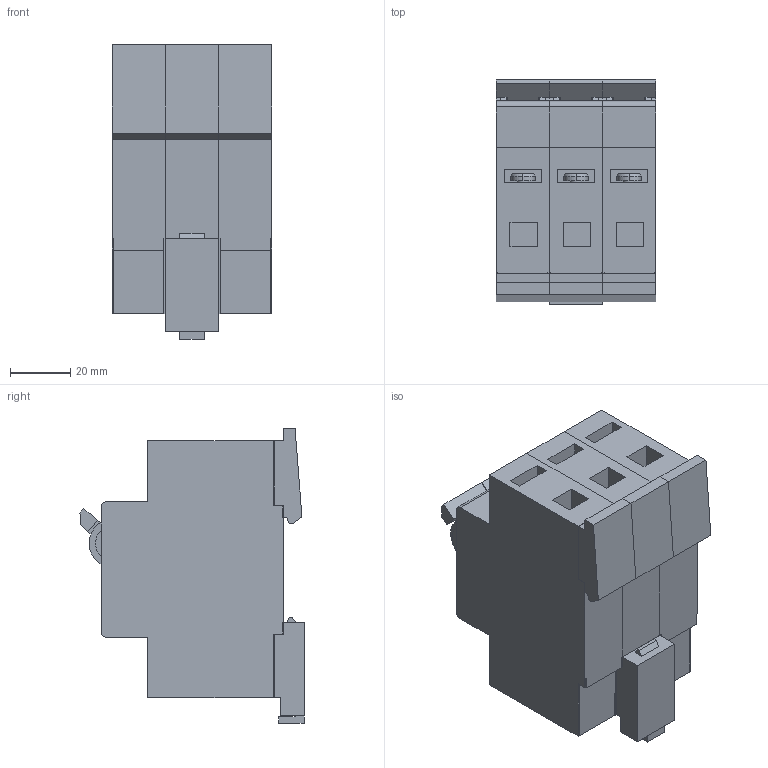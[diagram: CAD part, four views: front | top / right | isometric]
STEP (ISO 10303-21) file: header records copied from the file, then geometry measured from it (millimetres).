
FILE_DESCRIPTION (( 'STEP AP214' ), '1' );
FILE_NAME ('ALTECH R Series (3 Pole).STEP', '2010-03-24T10:21:09', ( 'Ayaz' ), ( '' ), 'SwSTEP 2.0', 'SolidWorks 2009', '' );
FILE_SCHEMA (( 'AUTOMOTIVE_DESIGN' ));
Length unit declared in the file: millimetre
Products named in the file (4): ALTEC 489_Altech UL; ALTEC 489_UL + Clamp; ALTECH R Series (3 Pole); ALTEC 489_Printed UL
Assembly tree (3 placements, depth 2):
  ALTECH R Series (3 Pole)
    ALTEC 489_Printed UL
    ALTEC 489_UL + Clamp
    ALTEC 489_Altech UL
Bounding box: 53.07 x 74.54 x 98.1 mm (x, y, z)
Volume: 242421.3 mm3; surface area: 56723.1 mm2
Topology: 6 solids, 6 shells, 656 faces, 1839 edges, 1196 vertices
Faces by surface type: plane 495, cylinder 79, bspline 70, torus 12
Entity records: 32012 total; most frequent: CARTESIAN_POINT 8679, ORIENTED_EDGE 3678, DIRECTION 3113, EDGE_CURVE 1839, LINE 1469, VECTOR 1469, VERTEX_POINT 1196, AXIS2_PLACEMENT_3D 822
